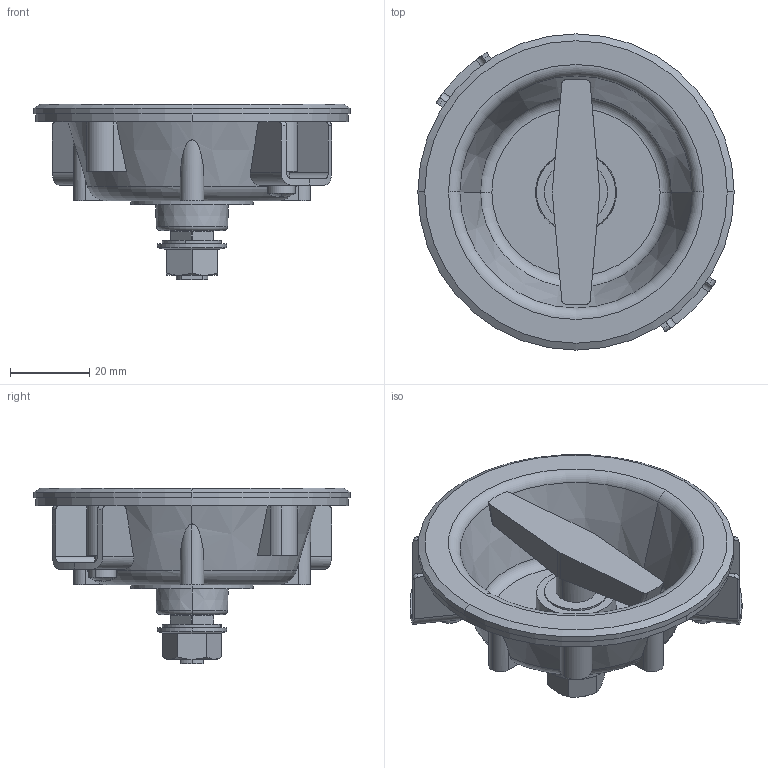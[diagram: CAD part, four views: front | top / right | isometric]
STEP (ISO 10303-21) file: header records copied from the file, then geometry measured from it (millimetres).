
FILE_DESCRIPTION (( 'STEP AP203' ), '1' );
FILE_NAME ('A-52.STEP', '2012-02-07T06:30:32', ( '11sw' ), ( 'タキゲン製造株式会社' ), 'SwSTEP 2.0', 'SolidWorks 2011', '' );
FILE_SCHEMA (( 'CONFIG_CONTROL_DESIGN' ));
Length unit declared in the file: millimetre
Products named in the file (8): A-52; A-52TPねじM4; A-52取付け板_; 歯付座金M8内歯形_JIS B 1255 A 8; A-52六角ナットM8（1種）__M8(1種)_公; A-52ハンドル_; A-52パッキン_; A-52本体_
Assembly tree (9 placements, depth 2):
  A-52
    A-52本体_
    A-52TPねじM4  x2
    A-52取付け板_  x2
    歯付座金M8内歯形_JIS B 1255 A 8
    A-52六角ナットM8（1種）__M8(1種)_公
    A-52ハンドル_
    A-52パッキン_
Bounding box: 80 x 80 x 44.5 mm (x, y, z)
Volume: 36524.3 mm3; surface area: 30388.6 mm2
Topology: 9 solids, 9 shells, 305 faces, 774 edges, 502 vertices
Faces by surface type: plane 143, cylinder 110, cone 30, torus 14, sphere 4, bspline 4
Entity records: 9266 total; most frequent: CARTESIAN_POINT 2060, DIRECTION 1370, ORIENTED_EDGE 1308, EDGE_CURVE 654, AXIS2_PLACEMENT_3D 536, VERTEX_POINT 422, LINE 298, VECTOR 298
